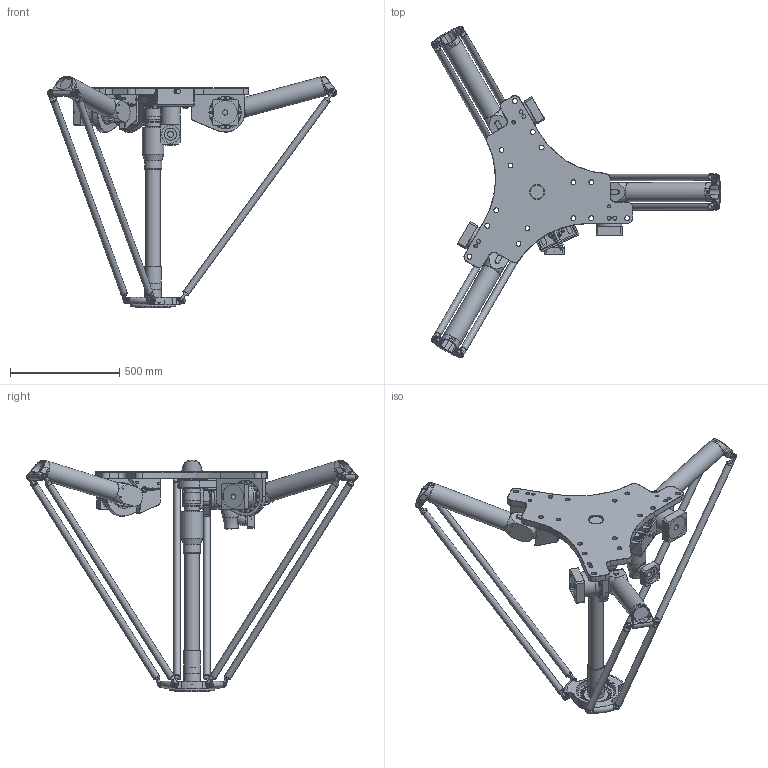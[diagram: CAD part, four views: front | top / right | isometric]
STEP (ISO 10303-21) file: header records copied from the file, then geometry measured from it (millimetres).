
FILE_DESCRIPTION(/* description */ (''),/* implementation_level */ '2;1');
FILE_NAME(/* name */ '3D-model_A_00065.stp',/* time_stamp */ '2022-02-12T10:25:51+01:00',/* author */ ('michael.schutter'),/* organization */ ('Majatronic'),/* preprocessor_version */ 'ST-DEVELOPER v16.5',/* originating_system */ 'Autodesk Inventor 2017',/* authorisation */ '');
FILE_SCHEMA (('AUTOMOTIVE_DESIGN { 1 0 10303 214 3 1 1 }'));
Length unit declared in the file: millimetre
Products named in the file (12): MT_BGR00018755MT_BGR; MT_BGR00018754MT_BGR; MT_WST00058288MT_WST; MT_WST00055121MT_WST; MT_WST00058294MT_WST; MT_WST00058287MT_WST; MT_WST00069208MT_WST; MT_WST00050309MT_WST; MT_WST00055090MT_WST; MT_WST00058293MT_WST; MT_WST00058289MT_WST; MT_WST00058291MT_WST
Assembly tree (25 placements, depth 3):
  MT_BGR00018755MT_BGR
    MT_BGR00018754MT_BGR
      MT_WST00058288MT_WST
      MT_WST00055121MT_WST  x3
      MT_WST00058294MT_WST
    MT_WST00058287MT_WST  x3
    MT_WST00050309MT_WST  x6
    MT_WST00069208MT_WST  x6
    MT_WST00055090MT_WST
    MT_WST00058293MT_WST
    MT_WST00058289MT_WST
    MT_WST00058291MT_WST
Bounding box: 1323.3 x 1520.13 x 1061.87 mm (x, y, z)
Volume: 39118426.7 mm3; surface area: 3716234.6 mm2
Topology: 24 solids, 41 shells, 3491 faces, 7735 edges, 4877 vertices
Faces by surface type: plane 1777, cylinder 1077, cone 342, torus 196, bspline 95, sphere 4
Full cylindrical faces by diameter (mm): 3 x3, 4 x1, 4.134 x12, 4.917 x12, 5 x96, 8 x36, 8.2 x36, 8.376 x6, 8.5 x96, 9.6 x3, 10 x11, 12 x25, 13 x36, 16 x13, 17.294 x6, 18 x48, 22 x15, 24 x7, 25 x1, 28 x1, 29.8 x12, 30 x19, 40 x5, 49.5 x1, 50 x2, 56 x1, 58 x1, 60 x1, 61.84 x1, 62 x1
Entity records: 65240 total; most frequent: CARTESIAN_POINT 18965, DIRECTION 9685, ORIENTED_EDGE 8226, EDGE_CURVE 4113, AXIS2_PLACEMENT_3D 3687, EDGE_LOOP 2946, VERTEX_POINT 2897, LINE 2311
